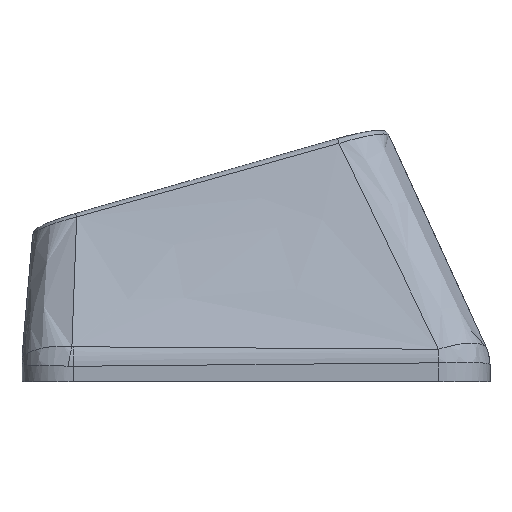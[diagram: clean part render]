
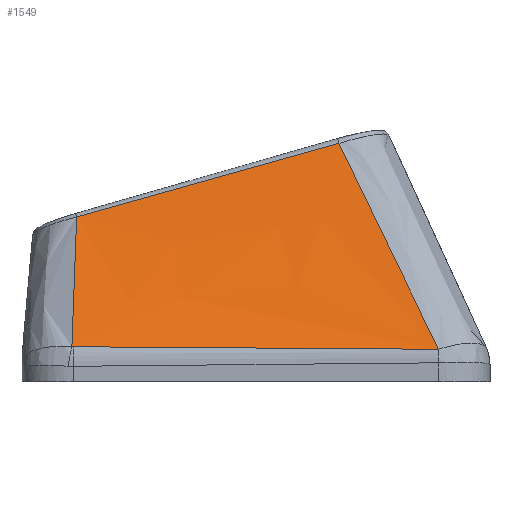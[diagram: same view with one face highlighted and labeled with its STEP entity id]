
A CAD part, left-side view. The second image highlights one B-rep face of the part: STEP entity #1549.
In plain terms, the highlighted free-form (B-spline) face has degree [3, 3] with [4, 4] control points.
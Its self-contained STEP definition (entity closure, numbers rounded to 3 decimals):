
#52=B_SPLINE_SURFACE_WITH_KNOTS('',3,3,((#3735,#3736,#3737,#3738),(#3739,
#3740,#3741,#3742),(#3743,#3744,#3745,#3746),(#3747,#3748,#3749,#3750)),
 .UNSPECIFIED.,.F.,.F.,.F.,(4,4),(4,4),(0.104,0.893),
(0.025,0.97),.UNSPECIFIED.);
#214=FACE_OUTER_BOUND('',#309,.T.);
#309=EDGE_LOOP('',(#1336,#1337,#1338,#1339,#1340,#1341));
#431=B_SPLINE_CURVE_WITH_KNOTS('',3,(#3261,#3262,#3263,#3264),
 .UNSPECIFIED.,.F.,.F.,(4,4),(0.,0.),.UNSPECIFIED.);
#433=B_SPLINE_CURVE_WITH_KNOTS('',3,(#3288,#3289,#3290,#3291),
 .UNSPECIFIED.,.F.,.F.,(4,4),(0.,1.416),.UNSPECIFIED.);
#435=B_SPLINE_CURVE_WITH_KNOTS('',3,(#3315,#3316,#3317,#3318),
 .UNSPECIFIED.,.F.,.F.,(4,4),(0.,0.005),
 .UNSPECIFIED.);
#457=B_SPLINE_CURVE_WITH_KNOTS('',3,(#3725,#3726,#3727,#3728),
 .UNSPECIFIED.,.F.,.F.,(4,4),(-0.605,-0.02),
 .UNSPECIFIED.);
#459=B_SPLINE_CURVE_WITH_KNOTS('',3,(#3752,#3753,#3754,#3755),
 .UNSPECIFIED.,.F.,.F.,(4,4),(0.024,0.961),
 .UNSPECIFIED.);
#460=B_SPLINE_CURVE_WITH_KNOTS('',3,(#3756,#3757,#3758,#3759),
 .UNSPECIFIED.,.F.,.F.,(4,4),(-1.057,0.),.UNSPECIFIED.);
#697=VERTEX_POINT('',#3220);
#701=VERTEX_POINT('',#3254);
#703=VERTEX_POINT('',#3281);
#705=VERTEX_POINT('',#3308);
#732=VERTEX_POINT('',#3724);
#733=VERTEX_POINT('',#3751);
#903=EDGE_CURVE('',#697,#701,#431,.T.);
#906=EDGE_CURVE('',#701,#703,#433,.T.);
#909=EDGE_CURVE('',#703,#705,#435,.T.);
#950=EDGE_CURVE('',#705,#732,#457,.T.);
#952=EDGE_CURVE('',#733,#697,#459,.T.);
#953=EDGE_CURVE('',#732,#733,#460,.T.);
#1336=ORIENTED_EDGE('',*,*,#909,.F.);
#1337=ORIENTED_EDGE('',*,*,#906,.F.);
#1338=ORIENTED_EDGE('',*,*,#903,.F.);
#1339=ORIENTED_EDGE('',*,*,#952,.F.);
#1340=ORIENTED_EDGE('',*,*,#953,.F.);
#1341=ORIENTED_EDGE('',*,*,#950,.F.);
#1549=ADVANCED_FACE('',(#214),#52,.T.);
#3220=CARTESIAN_POINT('',(-11.366,-7.081,0.254));
#3254=CARTESIAN_POINT('',(-11.366,-7.077,0.254));
#3261=CARTESIAN_POINT('Ctrl Pts',(-11.366,-7.081,0.254));
#3262=CARTESIAN_POINT('Ctrl Pts',(-11.366,-7.08,0.254));
#3263=CARTESIAN_POINT('Ctrl Pts',(-11.366,-7.079,0.254));
#3264=CARTESIAN_POINT('Ctrl Pts',(-11.366,-7.077,0.254));
#3281=CARTESIAN_POINT('',(-11.256,7.091,0.351));
#3288=CARTESIAN_POINT('Ctrl Pts',(-11.366,-7.077,0.254));
#3289=CARTESIAN_POINT('Ctrl Pts',(-11.346,-2.356,0.278));
#3290=CARTESIAN_POINT('Ctrl Pts',(-11.319,2.366,0.309));
#3291=CARTESIAN_POINT('Ctrl Pts',(-11.256,7.091,0.351));
#3308=CARTESIAN_POINT('',(-11.253,7.145,0.356));
#3315=CARTESIAN_POINT('Ctrl Pts',(-11.256,7.091,0.351));
#3316=CARTESIAN_POINT('Ctrl Pts',(-11.256,7.109,0.351));
#3317=CARTESIAN_POINT('Ctrl Pts',(-11.255,7.127,0.353));
#3318=CARTESIAN_POINT('Ctrl Pts',(-11.253,7.145,0.356));
#3724=CARTESIAN_POINT('',(-8.34,6.96,5.386));
#3725=CARTESIAN_POINT('Ctrl Pts',(-11.253,7.145,0.356));
#3726=CARTESIAN_POINT('Ctrl Pts',(-10.273,7.066,2.029));
#3727=CARTESIAN_POINT('Ctrl Pts',(-9.301,7.001,3.706));
#3728=CARTESIAN_POINT('Ctrl Pts',(-8.34,6.96,5.386));
#3735=CARTESIAN_POINT('Ctrl Pts',(-8.319,-3.64,8.36));
#3736=CARTESIAN_POINT('Ctrl Pts',(-9.335,-4.787,5.658));
#3737=CARTESIAN_POINT('Ctrl Pts',(-10.351,-5.934,2.956));
#3738=CARTESIAN_POINT('Ctrl Pts',(-11.366,-7.081,0.254));
#3739=CARTESIAN_POINT('Ctrl Pts',(-8.319,-0.032,
7.36));
#3740=CARTESIAN_POINT('Ctrl Pts',(-9.335,-0.801,
4.981));
#3741=CARTESIAN_POINT('Ctrl Pts',(-10.351,-1.571,2.602));
#3742=CARTESIAN_POINT('Ctrl Pts',(-11.366,-2.34,0.224));
#3743=CARTESIAN_POINT('Ctrl Pts',(-8.319,3.575,6.359));
#3744=CARTESIAN_POINT('Ctrl Pts',(-9.335,3.184,4.304));
#3745=CARTESIAN_POINT('Ctrl Pts',(-10.351,2.793,2.249));
#3746=CARTESIAN_POINT('Ctrl Pts',(-11.366,2.402,0.193));
#3747=CARTESIAN_POINT('Ctrl Pts',(-8.319,7.183,5.359));
#3748=CARTESIAN_POINT('Ctrl Pts',(-9.335,7.17,3.627));
#3749=CARTESIAN_POINT('Ctrl Pts',(-10.351,7.156,1.895));
#3750=CARTESIAN_POINT('Ctrl Pts',(-11.366,7.143,0.163));
#3751=CARTESIAN_POINT('',(-8.319,-3.22,8.243));
#3752=CARTESIAN_POINT('Ctrl Pts',(-8.319,-3.22,8.243));
#3753=CARTESIAN_POINT('Ctrl Pts',(-9.35,-4.518,5.589));
#3754=CARTESIAN_POINT('Ctrl Pts',(-10.362,-5.803,2.924));
#3755=CARTESIAN_POINT('Ctrl Pts',(-11.366,-7.081,0.254));
#3756=CARTESIAN_POINT('Ctrl Pts',(-8.34,6.96,5.386));
#3757=CARTESIAN_POINT('Ctrl Pts',(-8.333,3.565,6.33));
#3758=CARTESIAN_POINT('Ctrl Pts',(-8.326,0.172,7.285));
#3759=CARTESIAN_POINT('Ctrl Pts',(-8.319,-3.22,8.243));
